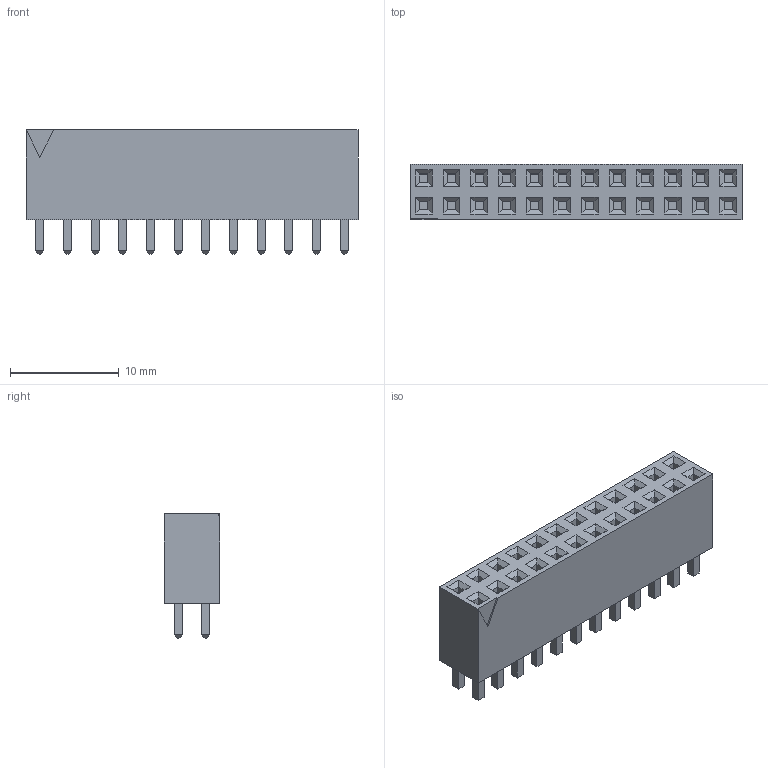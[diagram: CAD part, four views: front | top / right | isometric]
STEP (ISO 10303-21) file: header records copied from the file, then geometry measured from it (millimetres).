
FILE_DESCRIPTION(('FreeCAD Model'),'2;1');
FILE_NAME('1747243.1.1.stp','2020-09-10T12:18:03',( 'Author'),(''),'Open CASCADE STEP processor 6.9','FreeCAD','Unknown' );
FILE_SCHEMA(('AUTOMOTIVE_DESIGN { 1 0 10303 214 1 1 1 1 }'));
Length unit declared in the file: millimetre
Products named in the file (3): ASSEMBLY; Body; LeadsArray
Assembly tree (2 placements, depth 2):
  ASSEMBLY
    Body
    LeadsArray
Bounding box: 30.48 x 5.08 x 11.44 mm (x, y, z)
Volume: 1244.5 mm3; surface area: 1732.7 mm2
Topology: 25 solids, 25 shells, 465 faces, 980 edges, 589 vertices
Faces by surface type: plane 465
Entity records: 24877 total; most frequent: CARTESIAN_POINT 3997, DIRECTION 3876, LINE 2940, VECTOR 2940, ORIENTED_EDGE 1960, PCURVE 1960, DEFINITIONAL_REPRESENTATION 1960, EDGE_CURVE 980
